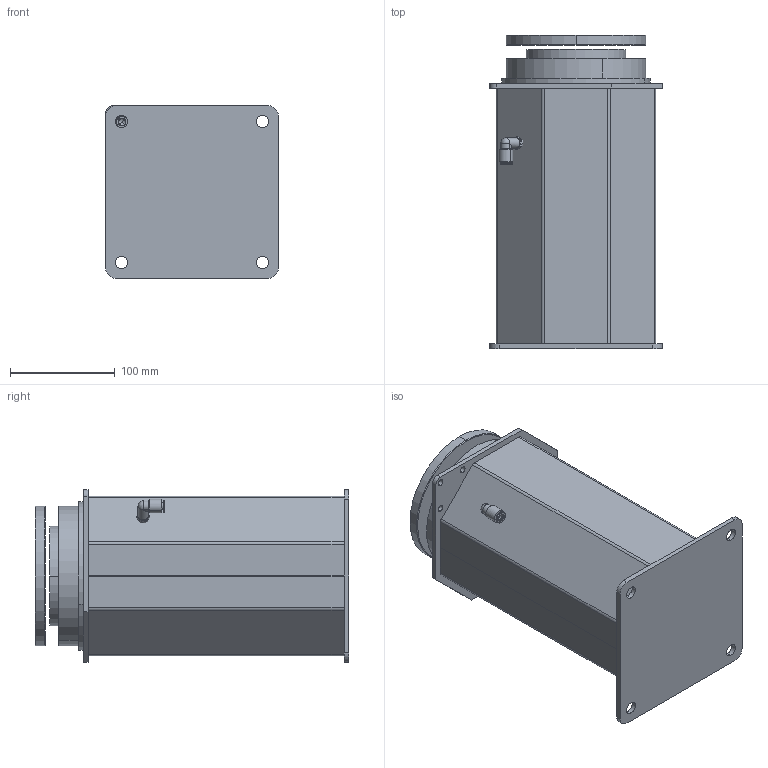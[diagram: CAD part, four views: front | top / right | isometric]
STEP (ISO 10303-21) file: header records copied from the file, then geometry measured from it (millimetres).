
FILE_DESCRIPTION (( 'STEP AP203' ), '1' );
FILE_NAME ('64-25563 oct.STEP', '2018-03-20T20:15:06', ( 'Install' ), ( 'Microsoft' ), 'SwSTEP 2.0', 'SolidWorks 2018', '' );
FILE_SCHEMA (( 'CONFIG_CONTROL_DESIGN' ));
Length unit declared in the file: inch
Products named in the file (1): 64-25563 oct
Bounding box: 165 x 300 x 165 mm (x, y, z)
Surface area: 270288.1 mm2 (no closed solid volume)
Topology: 0 solids, 28 shells, 191 faces, 575 edges, 395 vertices
Faces by surface type: plane 80, cylinder 61, cone 39, torus 10, sphere 1
Entity records: 6537 total; most frequent: CARTESIAN_POINT 1263, DIRECTION 1170, ORIENTED_EDGE 883, EDGE_CURVE 557, AXIS2_PLACEMENT_3D 441, VERTEX_POINT 394, VECTOR 288, LINE 288
